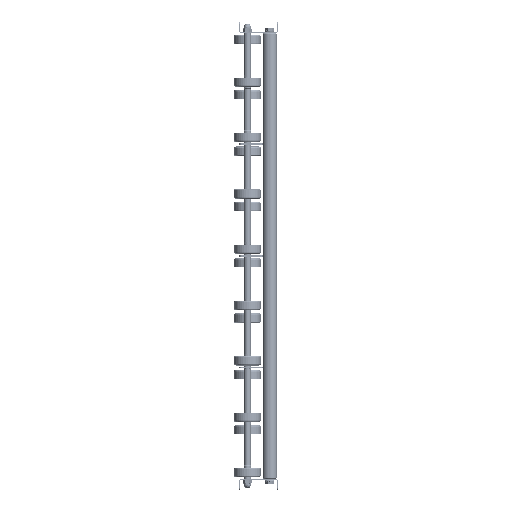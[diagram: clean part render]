
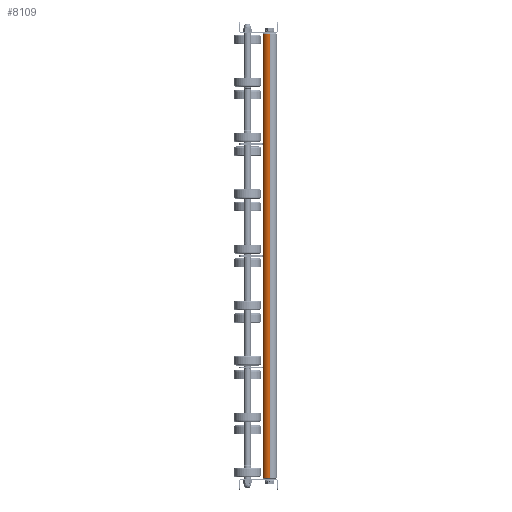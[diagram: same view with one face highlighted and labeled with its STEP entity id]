
A CAD part, left-side view. The second image highlights one B-rep face of the part: STEP entity #8109.
In plain terms, the highlighted cylindrical face has radius 12.5 mm (diameter 25 mm), a partial arc.
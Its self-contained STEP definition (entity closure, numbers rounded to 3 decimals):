
#192 = AXIS2_PLACEMENT_3D ( 'NONE', #3745, #20115, #52916 ) ;
#1174 = LINE ( 'NONE', #46316, #31045 ) ;
#2688 = EDGE_CURVE ( 'NONE', #19448, #4229, #1174, .T. ) ;
#3745 = CARTESIAN_POINT ( 'NONE',  ( 800., 0., 0. ) ) ;
#4229 = VERTEX_POINT ( 'NONE', #41959 ) ;
#4241 = EDGE_CURVE ( 'NONE', #6608, #4229, #31971, .T. ) ;
#6608 = VERTEX_POINT ( 'NONE', #9864 ) ;
#7203 = DIRECTION ( 'NONE',  ( 0., 0., -1. ) ) ;
#7520 = ORIENTED_EDGE ( 'NONE', *, *, #11174, .T. ) ;
#8061 = CARTESIAN_POINT ( 'NONE',  ( 800., 0., -12.5 ) ) ;
#8109 = ADVANCED_FACE ( 'NONE', ( #19851 ), #40553, .T. ) ;
#9864 = CARTESIAN_POINT ( 'NONE',  ( 1., 0., -12.5 ) ) ;
#11174 = EDGE_CURVE ( 'NONE', #44505, #6608, #21214, .T. ) ;
#11454 = CIRCLE ( 'NONE', #50991, 12.5 ) ;
#11685 = CARTESIAN_POINT ( 'NONE',  ( 799., 0., 12.5 ) ) ;
#13190 = DIRECTION ( 'NONE',  ( 1., 0., 0. ) ) ;
#19448 = VERTEX_POINT ( 'NONE', #11685 ) ;
#19851 = FACE_OUTER_BOUND ( 'NONE', #42966, .T. ) ;
#20115 = DIRECTION ( 'NONE',  ( -1., 0., 0. ) ) ;
#20988 = ORIENTED_EDGE ( 'NONE', *, *, #4241, .T. ) ;
#21214 = LINE ( 'NONE', #8061, #33799 ) ;
#21786 = CARTESIAN_POINT ( 'NONE',  ( 1., 0., 0. ) ) ;
#22042 = DIRECTION ( 'NONE',  ( 0., 0., -1. ) ) ;
#23842 = DIRECTION ( 'NONE',  ( -1., 0., 0. ) ) ;
#26318 = EDGE_CURVE ( 'NONE', #19448, #44505, #11454, .T. ) ;
#27714 = AXIS2_PLACEMENT_3D ( 'NONE', #21786, #13190, #22042 ) ;
#31045 = VECTOR ( 'NONE', #42296, 1000. ) ;
#31971 = CIRCLE ( 'NONE', #27714, 12.5 ) ;
#32246 = ORIENTED_EDGE ( 'NONE', *, *, #26318, .T. ) ;
#32448 = CARTESIAN_POINT ( 'NONE',  ( 799., 0., 0. ) ) ;
#32797 = ORIENTED_EDGE ( 'NONE', *, *, #2688, .F. ) ;
#33032 = DIRECTION ( 'NONE',  ( -1., 0., 0. ) ) ;
#33799 = VECTOR ( 'NONE', #33032, 1000. ) ;
#40553 = CYLINDRICAL_SURFACE ( 'NONE', #192, 12.5 ) ;
#41959 = CARTESIAN_POINT ( 'NONE',  ( 1., 0., 12.5 ) ) ;
#42296 = DIRECTION ( 'NONE',  ( -1., 0., 0. ) ) ;
#42966 = EDGE_LOOP ( 'NONE', ( #32246, #7520, #20988, #32797 ) ) ;
#44505 = VERTEX_POINT ( 'NONE', #47639 ) ;
#46316 = CARTESIAN_POINT ( 'NONE',  ( 800., 0., 12.5 ) ) ;
#47639 = CARTESIAN_POINT ( 'NONE',  ( 799., 0., -12.5 ) ) ;
#50991 = AXIS2_PLACEMENT_3D ( 'NONE', #32448, #23842, #7203 ) ;
#52916 = DIRECTION ( 'NONE',  ( 0., 0., 1. ) ) ;
